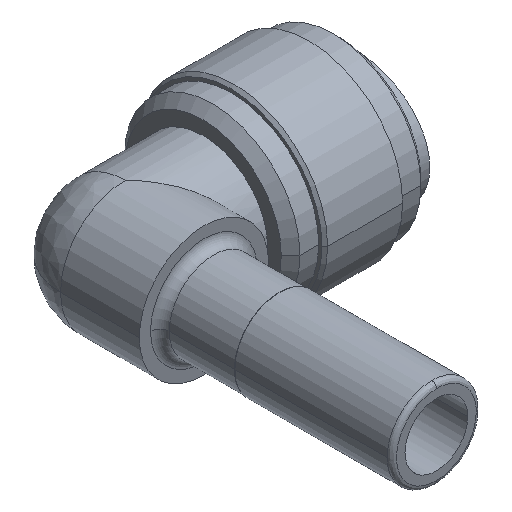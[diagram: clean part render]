
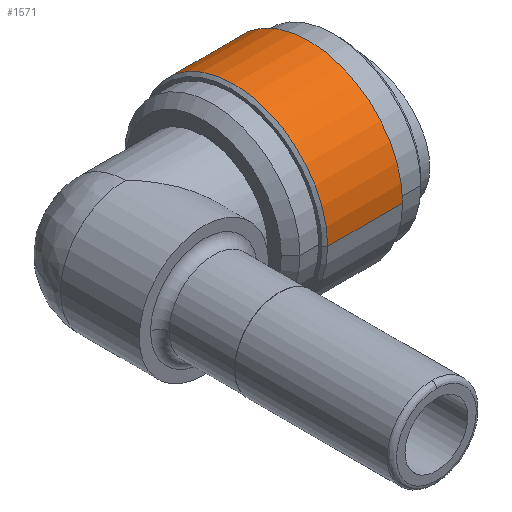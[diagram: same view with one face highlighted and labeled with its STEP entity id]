
A CAD part, isometric view. The second image highlights one B-rep face of the part: STEP entity #1571.
In plain terms, the highlighted cylindrical face has radius 10 mm (diameter 20 mm), a partial arc.
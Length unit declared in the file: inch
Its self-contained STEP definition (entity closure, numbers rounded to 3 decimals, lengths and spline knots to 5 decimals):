
#30 = AXIS2_PLACEMENT_3D ( 'NONE', #1648, #558, #1831 ) ;
#39 = VERTEX_POINT ( 'NONE', #854 ) ;
#61 = VERTEX_POINT ( 'NONE', #500 ) ;
#111 = FACE_OUTER_BOUND ( 'NONE', #2305, .T. ) ;
#186 = CARTESIAN_POINT ( 'NONE',  ( 0.61417, 1.70079, 0. ) ) ;
#230 = EDGE_CURVE ( 'NONE', #39, #1219, #2265, .T. ) ;
#253 = ORIENTED_EDGE ( 'NONE', *, *, #230, .F. ) ;
#365 = ORIENTED_EDGE ( 'NONE', *, *, #635, .T. ) ;
#473 = DIRECTION ( 'NONE',  ( 1., 0., 0. ) ) ;
#500 = CARTESIAN_POINT ( 'NONE',  ( 0.45669, 0.91339, 0. ) ) ;
#557 = CIRCLE ( 'NONE', #30, 0.3937 ) ;
#558 = DIRECTION ( 'NONE',  ( 1., 0., 0. ) ) ;
#635 = EDGE_CURVE ( 'NONE', #39, #61, #1520, .T. ) ;
#655 = CARTESIAN_POINT ( 'NONE',  ( 0.77165, 1.70079, 0. ) ) ;
#845 = DIRECTION ( 'NONE',  ( 1., 0., 0. ) ) ;
#854 = CARTESIAN_POINT ( 'NONE',  ( 0.45669, 1.70079, 0. ) ) ;
#945 = ORIENTED_EDGE ( 'NONE', *, *, #1233, .T. ) ;
#972 = CARTESIAN_POINT ( 'NONE',  ( 0.45669, 1.30709, 0. ) ) ;
#973 = AXIS2_PLACEMENT_3D ( 'NONE', #972, #2259, #1162 ) ;
#982 = CARTESIAN_POINT ( 'NONE',  ( 0.77165, 0.91339, 0. ) ) ;
#1024 = CARTESIAN_POINT ( 'NONE',  ( 0.61417, 1.30709, 0. ) ) ;
#1122 = VERTEX_POINT ( 'NONE', #982 ) ;
#1162 = DIRECTION ( 'NONE',  ( 0., 1., 0. ) ) ;
#1213 = DIRECTION ( 'NONE',  ( 0., 1., 0. ) ) ;
#1219 = VERTEX_POINT ( 'NONE', #655 ) ;
#1233 = EDGE_CURVE ( 'NONE', #61, #1122, #1356, .T. ) ;
#1334 = AXIS2_PLACEMENT_3D ( 'NONE', #1024, #845, #1213 ) ;
#1356 = LINE ( 'NONE', #1382, #1845 ) ;
#1382 = CARTESIAN_POINT ( 'NONE',  ( 0.61417, 0.91339, 0. ) ) ;
#1498 = CYLINDRICAL_SURFACE ( 'NONE', #1334, 0.3937 ) ;
#1520 = CIRCLE ( 'NONE', #973, 0.3937 ) ;
#1571 = ADVANCED_FACE ( 'NONE', ( #111 ), #1498, .T. ) ;
#1648 = CARTESIAN_POINT ( 'NONE',  ( 0.77165, 1.30709, 0. ) ) ;
#1772 = DIRECTION ( 'NONE',  ( 1., 0., 0. ) ) ;
#1778 = VECTOR ( 'NONE', #1772, 39.37008 ) ;
#1831 = DIRECTION ( 'NONE',  ( 0., 1., 0. ) ) ;
#1845 = VECTOR ( 'NONE', #473, 39.37008 ) ;
#1971 = EDGE_CURVE ( 'NONE', #1219, #1122, #557, .T. ) ;
#2259 = DIRECTION ( 'NONE',  ( 1., 0., 0. ) ) ;
#2265 = LINE ( 'NONE', #186, #1778 ) ;
#2305 = EDGE_LOOP ( 'NONE', ( #365, #945, #2319, #253 ) ) ;
#2319 = ORIENTED_EDGE ( 'NONE', *, *, #1971, .F. ) ;
